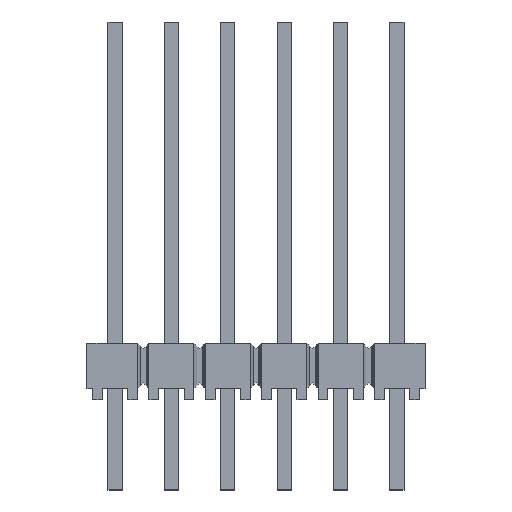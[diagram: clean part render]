
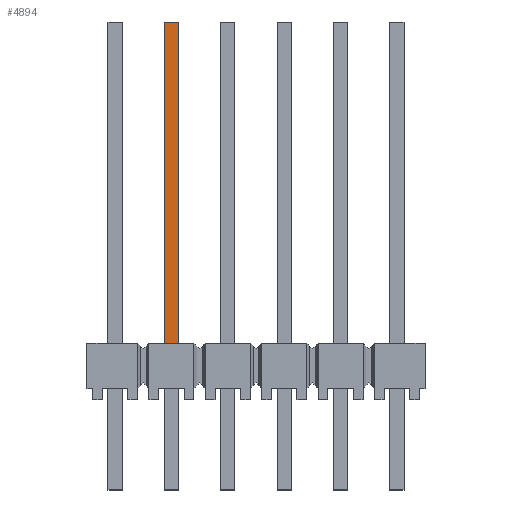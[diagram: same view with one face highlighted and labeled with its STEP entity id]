
A CAD part, top view. The second image highlights one B-rep face of the part: STEP entity #4894.
In plain terms, the highlighted planar face has unit normal (0, 0, 1).
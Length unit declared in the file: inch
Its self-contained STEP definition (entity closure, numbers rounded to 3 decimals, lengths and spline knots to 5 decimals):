
#1143=ORIENTED_EDGE('',*,*,#1965,.T.);
#1144=ORIENTED_EDGE('',*,*,#1966,.T.);
#1145=ORIENTED_EDGE('',*,*,#1967,.T.);
#1146=ORIENTED_EDGE('',*,*,#1968,.T.);
#1965=EDGE_CURVE('',#2437,#2438,#3075,.T.);
#1966=EDGE_CURVE('',#2438,#2439,#3076,.T.);
#1967=EDGE_CURVE('',#2439,#2440,#3077,.T.);
#1968=EDGE_CURVE('',#2440,#2437,#3078,.T.);
#2437=VERTEX_POINT('',#7624);
#2438=VERTEX_POINT('',#7625);
#2439=VERTEX_POINT('',#7627);
#2440=VERTEX_POINT('',#7629);
#3075=LINE('',#7623,#3753);
#3076=LINE('',#7626,#3754);
#3077=LINE('',#7628,#3755);
#3078=LINE('',#7630,#3756);
#3753=VECTOR('',#6253,39.37008);
#3754=VECTOR('',#6254,39.37008);
#3755=VECTOR('',#6255,39.37008);
#3756=VECTOR('',#6256,39.37008);
#4072=EDGE_LOOP('',(#1143,#1144,#1145,#1146));
#4358=FACE_BOUND('',#4072,.T.);
#4632=PLANE('',#5183);
#4894=ADVANCED_FACE('',(#4358),#4632,.T.);
#5183=AXIS2_PLACEMENT_3D('',#7622,#6251,#6252);
#6251=DIRECTION('',(0.,0.,1.));
#6252=DIRECTION('',(1.,0.,0.));
#6253=DIRECTION('',(-1.,0.,0.));
#6254=DIRECTION('',(0.,-1.,0.));
#6255=DIRECTION('',(1.,0.,0.));
#6256=DIRECTION('',(0.,1.,0.));
#7622=CARTESIAN_POINT('',(0.,0.,0.0125));
#7623=CARTESIAN_POINT('',(0.2625,0.83,0.0125));
#7624=CARTESIAN_POINT('',(-0.1375,0.83,0.0125));
#7625=CARTESIAN_POINT('',(-0.1625,0.83,0.0125));
#7626=CARTESIAN_POINT('',(-0.1625,0.,0.0125));
#7627=CARTESIAN_POINT('',(-0.1625,0.215,0.0125));
#7628=CARTESIAN_POINT('',(0.,0.215,0.0125));
#7629=CARTESIAN_POINT('',(-0.1375,0.215,0.0125));
#7630=CARTESIAN_POINT('',(-0.1375,0.,0.0125));
